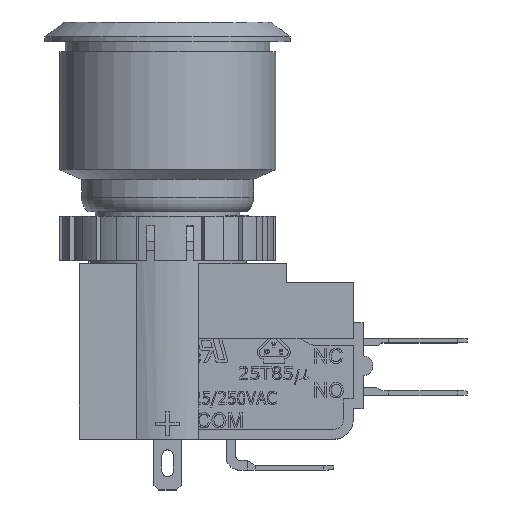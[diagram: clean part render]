
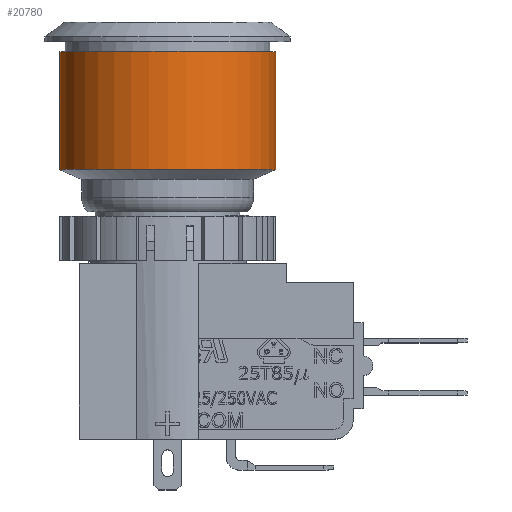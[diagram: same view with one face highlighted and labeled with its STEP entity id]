
A CAD part, top view. The second image highlights one B-rep face of the part: STEP entity #20780.
In plain terms, the highlighted cylindrical face has radius 11 mm (diameter 22 mm), a full revolution.
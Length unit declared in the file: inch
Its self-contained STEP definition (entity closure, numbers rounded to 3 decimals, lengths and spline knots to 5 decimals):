
#1677=FACE_OUTER_BOUND('',#2839,.T.);
#2839=EDGE_LOOP('',(#14814,#14815,#14816,#14817,#14818,#14819));
#4064=CIRCLE('',#22061,0.43307);
#4065=CIRCLE('',#22062,0.43307);
#4066=CIRCLE('',#22064,0.43307);
#4067=CIRCLE('',#22065,0.43307);
#4599=LINE('',#28901,#6895);
#6895=VECTOR('',#23846,0.43307);
#9182=VERTEX_POINT('',#28891);
#9183=VERTEX_POINT('',#28892);
#9184=VERTEX_POINT('',#28897);
#9185=VERTEX_POINT('',#28898);
#11367=EDGE_CURVE('',#9182,#9183,#4064,.T.);
#11368=EDGE_CURVE('',#9183,#9182,#4065,.T.);
#11370=EDGE_CURVE('',#9184,#9185,#4066,.T.);
#11371=EDGE_CURVE('',#9185,#9184,#4067,.T.);
#11372=EDGE_CURVE('',#9185,#9183,#4599,.T.);
#14814=ORIENTED_EDGE('',*,*,#11370,.F.);
#14815=ORIENTED_EDGE('',*,*,#11371,.F.);
#14816=ORIENTED_EDGE('',*,*,#11372,.T.);
#14817=ORIENTED_EDGE('',*,*,#11368,.T.);
#14818=ORIENTED_EDGE('',*,*,#11367,.T.);
#14819=ORIENTED_EDGE('',*,*,#11372,.F.);
#20534=CYLINDRICAL_SURFACE('',#22063,0.43307);
#20780=ADVANCED_FACE('',(#1677),#20534,.T.);
#22061=AXIS2_PLACEMENT_3D('',#28893,#23835,#23836);
#22062=AXIS2_PLACEMENT_3D('',#28894,#23837,#23838);
#22063=AXIS2_PLACEMENT_3D('',#28896,#23840,#23841);
#22064=AXIS2_PLACEMENT_3D('',#28899,#23842,#23843);
#22065=AXIS2_PLACEMENT_3D('',#28900,#23844,#23845);
#23835=DIRECTION('center_axis',(0.,1.,0.));
#23836=DIRECTION('ref_axis',(1.,0.,0.));
#23837=DIRECTION('center_axis',(0.,1.,0.));
#23838=DIRECTION('ref_axis',(1.,0.,0.));
#23840=DIRECTION('center_axis',(0.,1.,0.));
#23841=DIRECTION('ref_axis',(1.,0.,0.));
#23842=DIRECTION('center_axis',(0.,1.,0.));
#23843=DIRECTION('ref_axis',(1.,0.,0.));
#23844=DIRECTION('center_axis',(0.,1.,0.));
#23845=DIRECTION('ref_axis',(1.,0.,0.));
#23846=DIRECTION('',(0.,-1.,0.));
#28891=CARTESIAN_POINT('',(-0.35039,0.78642,0.20276));
#28892=CARTESIAN_POINT('',(-1.21654,0.78642,0.20276));
#28893=CARTESIAN_POINT('Origin',(-0.78346,0.78642,0.20276));
#28894=CARTESIAN_POINT('Origin',(-0.78346,0.78642,0.20276));
#28896=CARTESIAN_POINT('Origin',(-0.78346,1.02264,0.20276));
#28897=CARTESIAN_POINT('',(-0.35039,1.25886,0.20276));
#28898=CARTESIAN_POINT('',(-1.21654,1.25886,0.20276));
#28899=CARTESIAN_POINT('Origin',(-0.78346,1.25886,0.20276));
#28900=CARTESIAN_POINT('Origin',(-0.78346,1.25886,0.20276));
#28901=CARTESIAN_POINT('',(-1.21654,1.02264,0.20276));
